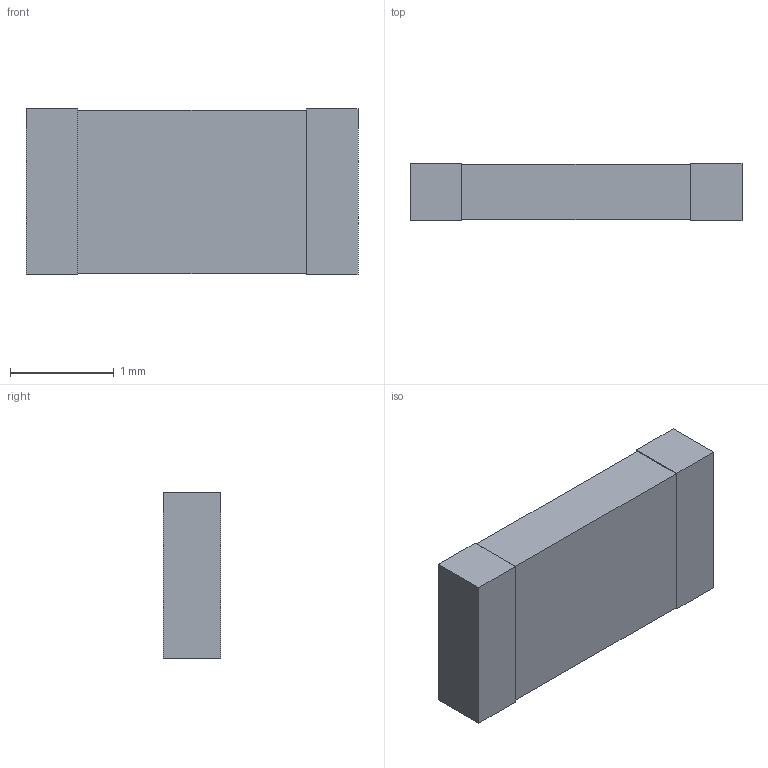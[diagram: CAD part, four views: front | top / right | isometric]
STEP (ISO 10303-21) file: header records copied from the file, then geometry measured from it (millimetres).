
FILE_DESCRIPTION (( 'STEP AP214' ), '1' );
FILE_NAME ('C1206.STEP', '2012-04-25T13:33:57', ( 'peo' ), ( 'tfsp' ), 'SwSTEP 2.0', 'SolidWorks 2008', '' );
FILE_SCHEMA (( 'AUTOMOTIVE_DESIGN' ));
Length unit declared in the file: millimetre
Products named in the file (1): C1206
Bounding box: 3.2 x 0.55 x 1.6 mm (x, y, z)
Volume: 2.7 mm3; surface area: 15.5 mm2
Topology: 1 solids, 1 shells, 73 faces, 186 edges, 124 vertices
Faces by surface type: plane 40, bspline 33
Entity records: 5086 total; most frequent: CARTESIAN_POINT 2737, ORIENTED_EDGE 372, DIRECTION 202, EDGE_CURVE 186, VERTEX_POINT 124, LINE 120, VECTOR 120, EDGE_LOOP 82
